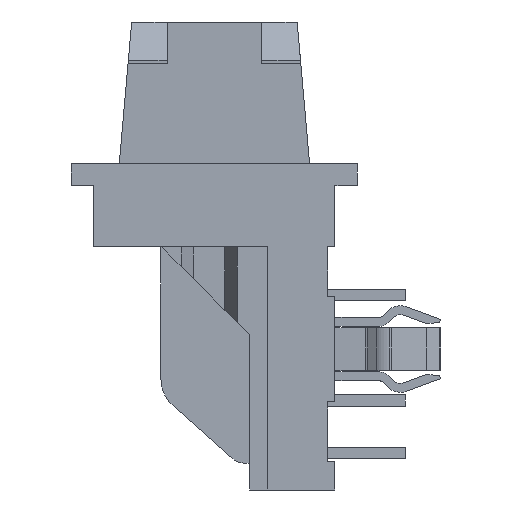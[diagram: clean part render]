
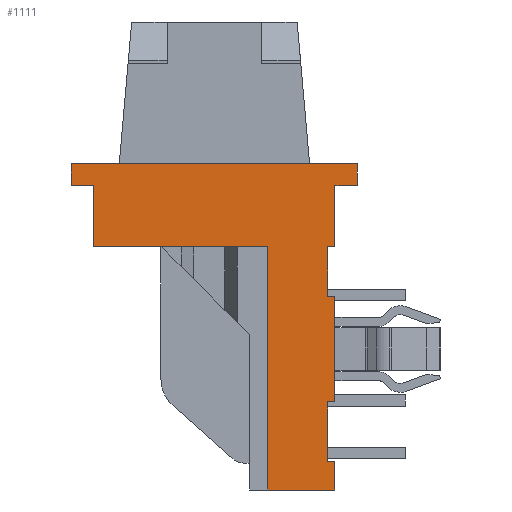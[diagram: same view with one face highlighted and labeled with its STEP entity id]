
A CAD part, left-side view. The second image highlights one B-rep face of the part: STEP entity #1111.
In plain terms, the highlighted planar face has unit normal (-1, 0, 0).
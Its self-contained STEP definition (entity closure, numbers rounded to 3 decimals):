
#1111 = ADVANCED_FACE( '', ( #3616 ), #3617, .F. );
#3616 = FACE_OUTER_BOUND( '', #6376, .T. );
#3617 = PLANE( '', #6377 );
#6376 = EDGE_LOOP( '', ( #15061, #15062, #15063, #15064, #15065, #15066, #15067, #15068, #15069, #15070, #15071, #15072, #15073, #15074, #15075, #15076, #15077, #15078 ) );
#6377 = AXIS2_PLACEMENT_3D( '', #15079, #15080, #15081 );
#15061 = ORIENTED_EDGE( '', *, *, #17752, .T. );
#15062 = ORIENTED_EDGE( '', *, *, #19490, .T. );
#15063 = ORIENTED_EDGE( '', *, *, #19982, .T. );
#15064 = ORIENTED_EDGE( '', *, *, #19457, .F. );
#15065 = ORIENTED_EDGE( '', *, *, #19031, .F. );
#15066 = ORIENTED_EDGE( '', *, *, #17386, .F. );
#15067 = ORIENTED_EDGE( '', *, *, #18168, .F. );
#15068 = ORIENTED_EDGE( '', *, *, #19643, .F. );
#15069 = ORIENTED_EDGE( '', *, *, #19983, .F. );
#15070 = ORIENTED_EDGE( '', *, *, #19496, .F. );
#15071 = ORIENTED_EDGE( '', *, *, #19984, .T. );
#15072 = ORIENTED_EDGE( '', *, *, #19869, .F. );
#15073 = ORIENTED_EDGE( '', *, *, #17672, .T. );
#15074 = ORIENTED_EDGE( '', *, *, #19585, .T. );
#15075 = ORIENTED_EDGE( '', *, *, #19985, .T. );
#15076 = ORIENTED_EDGE( '', *, *, #19720, .T. );
#15077 = ORIENTED_EDGE( '', *, *, #19986, .T. );
#15078 = ORIENTED_EDGE( '', *, *, #19987, .T. );
#15079 = CARTESIAN_POINT( '', ( -42.101, 0., 0. ) );
#15080 = DIRECTION( '', ( 1., 0., 0. ) );
#15081 = DIRECTION( '', ( 0., 1., 0. ) );
#17386 = EDGE_CURVE( '', #20948, #20943, #20950, .T. );
#17672 = EDGE_CURVE( '', #21493, #21494, #21495, .T. );
#17752 = EDGE_CURVE( '', #21638, #21642, #21644, .T. );
#18168 = EDGE_CURVE( '', #22391, #20948, #22393, .T. );
#19031 = EDGE_CURVE( '', #20943, #23844, #23846, .T. );
#19457 = EDGE_CURVE( '', #23844, #24490, #24492, .T. );
#19490 = EDGE_CURVE( '', #21642, #24539, #24541, .T. );
#19496 = EDGE_CURVE( '', #24548, #24550, #24551, .T. );
#19585 = EDGE_CURVE( '', #21494, #24671, #24673, .T. );
#19643 = EDGE_CURVE( '', #24752, #22391, #24754, .T. );
#19720 = EDGE_CURVE( '', #24849, #24853, #24855, .T. );
#19869 = EDGE_CURVE( '', #21493, #25052, #25053, .T. );
#19982 = EDGE_CURVE( '', #24539, #24490, #25196, .T. );
#19983 = EDGE_CURVE( '', #24550, #24752, #25197, .T. );
#19984 = EDGE_CURVE( '', #24548, #25052, #25198, .T. );
#19985 = EDGE_CURVE( '', #24671, #24849, #25199, .T. );
#19986 = EDGE_CURVE( '', #24853, #25200, #25201, .T. );
#19987 = EDGE_CURVE( '', #25200, #21638, #25202, .T. );
#20943 = VERTEX_POINT( '', #26599 );
#20948 = VERTEX_POINT( '', #26606 );
#20950 = LINE( '', #26609, #26610 );
#21493 = VERTEX_POINT( '', #27429 );
#21494 = VERTEX_POINT( '', #27430 );
#21495 = LINE( '', #27431, #27432 );
#21638 = VERTEX_POINT( '', #27651 );
#21642 = VERTEX_POINT( '', #27657 );
#21644 = LINE( '', #27660, #27661 );
#22391 = VERTEX_POINT( '', #28816 );
#22393 = LINE( '', #28819, #28820 );
#23844 = VERTEX_POINT( '', #31109 );
#23846 = LINE( '', #31112, #31113 );
#24490 = VERTEX_POINT( '', #32159 );
#24492 = LINE( '', #32162, #32163 );
#24539 = VERTEX_POINT( '', #32239 );
#24541 = LINE( '', #32242, #32243 );
#24548 = VERTEX_POINT( '', #32254 );
#24550 = VERTEX_POINT( '', #32257 );
#24551 = LINE( '', #32258, #32259 );
#24671 = VERTEX_POINT( '', #32463 );
#24673 = LINE( '', #32466, #32467 );
#24752 = VERTEX_POINT( '', #32599 );
#24754 = LINE( '', #32602, #32603 );
#24849 = VERTEX_POINT( '', #32766 );
#24853 = VERTEX_POINT( '', #32772 );
#24855 = LINE( '', #32775, #32776 );
#25052 = VERTEX_POINT( '', #33115 );
#25053 = LINE( '', #33116, #33117 );
#25196 = LINE( '', #33366, #33367 );
#25197 = LINE( '', #33368, #33369 );
#25198 = LINE( '', #33370, #33371 );
#25199 = LINE( '', #33372, #33373 );
#25200 = VERTEX_POINT( '', #33374 );
#25201 = LINE( '', #33375, #33376 );
#25202 = LINE( '', #33377, #33378 );
#26599 = CARTESIAN_POINT( '', ( -42.101, -5.156, -5.004 ) );
#26606 = CARTESIAN_POINT( '', ( -42.101, 5.156, -5.004 ) );
#26609 = CARTESIAN_POINT( '', ( -42.101, 5.156, -5.004 ) );
#26610 = VECTOR( '', #34038, 1000. );
#27429 = CARTESIAN_POINT( '', ( -42.101, -4.343, -16.764 ) );
#27430 = CARTESIAN_POINT( '', ( -42.101, -4.343, -15.748 ) );
#27431 = CARTESIAN_POINT( '', ( -42.101, -4.343, -16.764 ) );
#27432 = VECTOR( '', #34342, 1000. );
#27651 = CARTESIAN_POINT( '', ( -42.101, -4.089, -9.779 ) );
#27657 = CARTESIAN_POINT( '', ( -42.101, -4.089, -8.001 ) );
#27660 = CARTESIAN_POINT( '', ( -42.101, -4.089, -9.779 ) );
#27661 = VECTOR( '', #34422, 1000. );
#28816 = CARTESIAN_POINT( '', ( -42.101, 5.156, -5.791 ) );
#28819 = CARTESIAN_POINT( '', ( -42.101, 5.156, -5.791 ) );
#28820 = VECTOR( '', #34851, 1000. );
#31109 = CARTESIAN_POINT( '', ( -42.101, -5.156, -5.791 ) );
#31112 = CARTESIAN_POINT( '', ( -42.101, -5.156, -5.004 ) );
#31113 = VECTOR( '', #35760, 1000. );
#32159 = CARTESIAN_POINT( '', ( -42.101, -4.343, -5.791 ) );
#32162 = CARTESIAN_POINT( '', ( -42.101, -5.156, -5.791 ) );
#32163 = VECTOR( '', #36230, 1000. );
#32239 = CARTESIAN_POINT( '', ( -42.101, -4.343, -8.001 ) );
#32242 = CARTESIAN_POINT( '', ( -42.101, -4.089, -8.001 ) );
#32243 = VECTOR( '', #36267, 1000. );
#32254 = CARTESIAN_POINT( '', ( -42.101, -1.93, -8.001 ) );
#32257 = CARTESIAN_POINT( '', ( -42.101, 4.343, -8.001 ) );
#32258 = CARTESIAN_POINT( '', ( -42.101, -1.93, -8.001 ) );
#32259 = VECTOR( '', #36273, 1000. );
#32463 = CARTESIAN_POINT( '', ( -42.101, -4.089, -15.748 ) );
#32466 = CARTESIAN_POINT( '', ( -42.101, -4.343, -15.748 ) );
#32467 = VECTOR( '', #36368, 1000. );
#32599 = CARTESIAN_POINT( '', ( -42.101, 4.343, -5.791 ) );
#32602 = CARTESIAN_POINT( '', ( -42.101, 4.343, -5.791 ) );
#32603 = VECTOR( '', #36432, 1000. );
#32766 = CARTESIAN_POINT( '', ( -42.101, -4.089, -13.589 ) );
#32772 = CARTESIAN_POINT( '', ( -42.101, -4.343, -13.589 ) );
#32775 = CARTESIAN_POINT( '', ( -42.101, -4.089, -13.589 ) );
#32776 = VECTOR( '', #36519, 1000. );
#33115 = CARTESIAN_POINT( '', ( -42.101, -1.93, -16.764 ) );
#33116 = CARTESIAN_POINT( '', ( -42.101, -4.343, -16.764 ) );
#33117 = VECTOR( '', #36680, 1000. );
#33366 = CARTESIAN_POINT( '', ( -42.101, -4.343, -8.001 ) );
#33367 = VECTOR( '', #36805, 1000. );
#33368 = CARTESIAN_POINT( '', ( -42.101, 4.343, -8.001 ) );
#33369 = VECTOR( '', #36806, 1000. );
#33370 = CARTESIAN_POINT( '', ( -42.101, -1.93, -8.001 ) );
#33371 = VECTOR( '', #36807, 1000. );
#33372 = CARTESIAN_POINT( '', ( -42.101, -4.089, -15.748 ) );
#33373 = VECTOR( '', #36808, 1000. );
#33374 = CARTESIAN_POINT( '', ( -42.101, -4.343, -9.779 ) );
#33375 = CARTESIAN_POINT( '', ( -42.101, -4.343, -13.589 ) );
#33376 = VECTOR( '', #36809, 1000. );
#33377 = CARTESIAN_POINT( '', ( -42.101, -4.343, -9.779 ) );
#33378 = VECTOR( '', #36810, 1000. );
#34038 = DIRECTION( '', ( 0., -1., 0. ) );
#34342 = DIRECTION( '', ( 0., 0., 1. ) );
#34422 = DIRECTION( '', ( 0., 0., 1. ) );
#34851 = DIRECTION( '', ( 0., 0., 1. ) );
#35760 = DIRECTION( '', ( 0., 0., -1. ) );
#36230 = DIRECTION( '', ( 0., 1., 0. ) );
#36267 = DIRECTION( '', ( 0., -1., 0. ) );
#36273 = DIRECTION( '', ( 0., 1., 0. ) );
#36368 = DIRECTION( '', ( 0., 1., 0. ) );
#36432 = DIRECTION( '', ( 0., 1., 0. ) );
#36519 = DIRECTION( '', ( 0., -1., 0. ) );
#36680 = DIRECTION( '', ( 0., 1., 0. ) );
#36805 = DIRECTION( '', ( 0., 0., 1. ) );
#36806 = DIRECTION( '', ( 0., 0., 1. ) );
#36807 = DIRECTION( '', ( 0., 0., -1. ) );
#36808 = DIRECTION( '', ( 0., 0., 1. ) );
#36809 = DIRECTION( '', ( 0., 0., 1. ) );
#36810 = DIRECTION( '', ( 0., 1., 0. ) );
